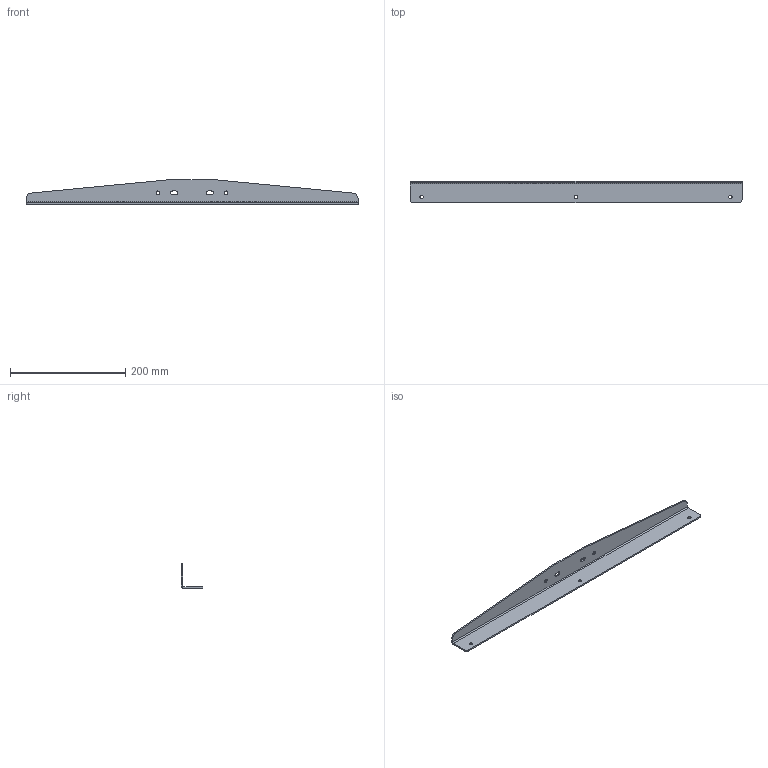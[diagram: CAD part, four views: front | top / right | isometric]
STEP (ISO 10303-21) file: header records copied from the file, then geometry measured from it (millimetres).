
FILE_DESCRIPTION((''),'2;1');
FILE_NAME('JS36DR-2019','2021-01-08T12:54:48',('sa'),('捷昌驱动'),'CREO PARAMETRIC BY PTC INC, 2018100','CREO PARAMETRIC BY PTC INC, 2018100','');
FILE_SCHEMA(('CONFIG_CONTROL_DESIGN'));
Length unit declared in the file: millimetre
Products named in the file (1): JS36DR-2019
Bounding box: 575 x 37 x 43 mm (x, y, z)
Volume: 93985.2 mm3; surface area: 78407.3 mm2
Topology: 1 solids, 1 shells, 34 faces, 96 edges, 64 vertices
Faces by surface type: cylinder 20, plane 14
Entity records: 1186 total; most frequent: DIRECTION 204, CARTESIAN_POINT 194, ORIENTED_EDGE 192, EDGE_CURVE 96, AXIS2_PLACEMENT_3D 74, VERTEX_POINT 64, VECTOR 56, LINE 56
